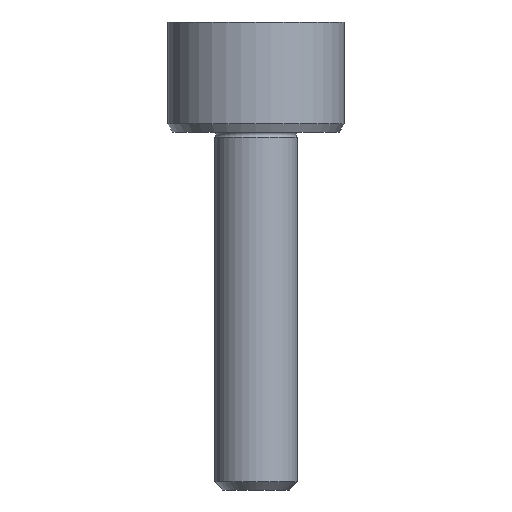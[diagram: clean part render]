
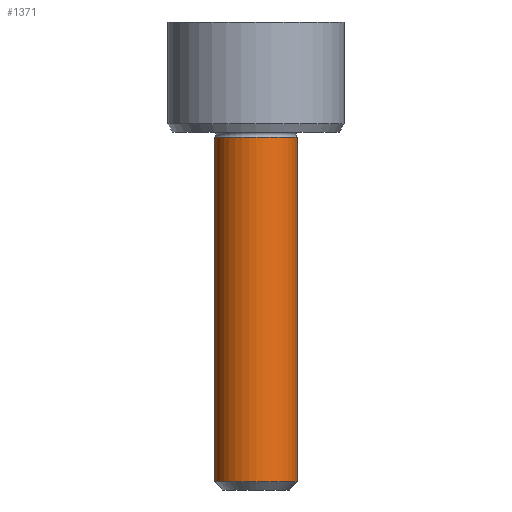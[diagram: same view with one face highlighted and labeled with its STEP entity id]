
A CAD part, front view. The second image highlights one B-rep face of the part: STEP entity #1371.
In plain terms, the highlighted cylindrical face has radius 1.5 mm (diameter 3 mm), a full revolution.
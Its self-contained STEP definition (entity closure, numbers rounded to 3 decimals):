
#16=CYLINDRICAL_SURFACE('',#1453,1.5);
#37=CIRCLE('',#1452,1.5);
#38=CIRCLE('',#1454,1.5);
#39=CIRCLE('',#1455,1.5);
#148=FACE_OUTER_BOUND('',#228,.T.);
#228=EDGE_LOOP('',(#1239,#1240,#1241,#1242,#1243));
#412=LINE('',#2529,#534);
#534=VECTOR('',#1698,1.5);
#663=VERTEX_POINT('',#2521);
#664=VERTEX_POINT('',#2525);
#665=VERTEX_POINT('',#2526);
#857=EDGE_CURVE('',#663,#663,#37,.T.);
#859=EDGE_CURVE('',#664,#665,#38,.T.);
#860=EDGE_CURVE('',#665,#664,#39,.T.);
#861=EDGE_CURVE('',#665,#663,#412,.T.);
#1239=ORIENTED_EDGE('',*,*,#859,.F.);
#1240=ORIENTED_EDGE('',*,*,#860,.F.);
#1241=ORIENTED_EDGE('',*,*,#861,.T.);
#1242=ORIENTED_EDGE('',*,*,#857,.T.);
#1243=ORIENTED_EDGE('',*,*,#861,.F.);
#1371=ADVANCED_FACE('',(#148),#16,.T.);
#1452=AXIS2_PLACEMENT_3D('',#2522,#1689,#1690);
#1453=AXIS2_PLACEMENT_3D('',#2524,#1692,#1693);
#1454=AXIS2_PLACEMENT_3D('',#2527,#1694,#1695);
#1455=AXIS2_PLACEMENT_3D('',#2528,#1696,#1697);
#1689=DIRECTION('center_axis',(0.,0.,1.));
#1690=DIRECTION('ref_axis',(0.,-1.,0.));
#1692=DIRECTION('center_axis',(0.,0.,1.));
#1693=DIRECTION('ref_axis',(0.,-1.,0.));
#1694=DIRECTION('center_axis',(0.,0.,1.));
#1695=DIRECTION('ref_axis',(0.,-1.,0.));
#1696=DIRECTION('center_axis',(0.,0.,1.));
#1697=DIRECTION('ref_axis',(0.,-1.,0.));
#1698=DIRECTION('',(0.,0.,-1.));
#2521=CARTESIAN_POINT('',(0.,1.5,-12.7));
#2522=CARTESIAN_POINT('Origin',(0.,0.,-12.7));
#2524=CARTESIAN_POINT('Origin',(0.,0.,-6.443));
#2525=CARTESIAN_POINT('',(-1.5,0.,-0.187));
#2526=CARTESIAN_POINT('',(0.,1.5,-0.187));
#2527=CARTESIAN_POINT('Origin',(0.,0.,-0.187));
#2528=CARTESIAN_POINT('Origin',(0.,0.,-0.187));
#2529=CARTESIAN_POINT('',(0.,1.5,-6.443));
